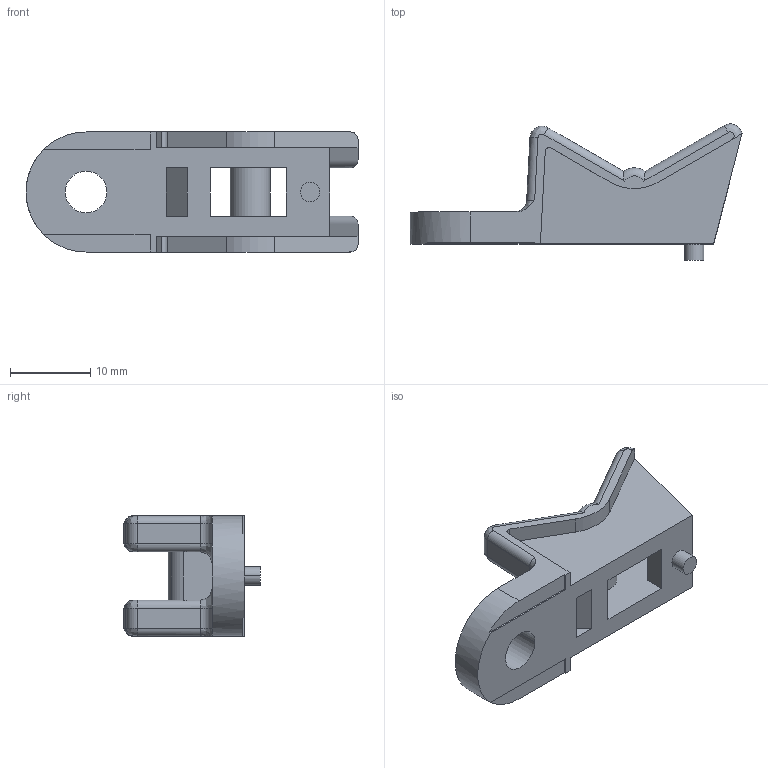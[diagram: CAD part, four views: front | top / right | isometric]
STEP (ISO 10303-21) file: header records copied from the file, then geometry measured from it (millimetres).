
FILE_DESCRIPTION((''),'2;1');
FILE_NAME('003261_152_59','2020-01-31T',('presta_be4'),(''),'CREO PARAMETRIC BY PTC INC, 2018360','CREO PARAMETRIC BY PTC INC, 2018360','');
FILE_SCHEMA(('CONFIG_CONTROL_DESIGN'));
Length unit declared in the file: millimetre
Products named in the file (1): 003261_152_59
Bounding box: 41.47 x 17 x 15 mm (x, y, z)
Volume: 2857.7 mm3; surface area: 2638.6 mm2
Topology: 1 solids, 1 shells, 83 faces, 220 edges, 138 vertices
Faces by surface type: plane 38, cylinder 31, bspline 12, torus 2
Entity records: 3035 total; most frequent: CARTESIAN_POINT 990, ORIENTED_EDGE 440, DIRECTION 392, EDGE_CURVE 220, VERTEX_POINT 138, AXIS2_PLACEMENT_3D 133, VECTOR 126, LINE 126
